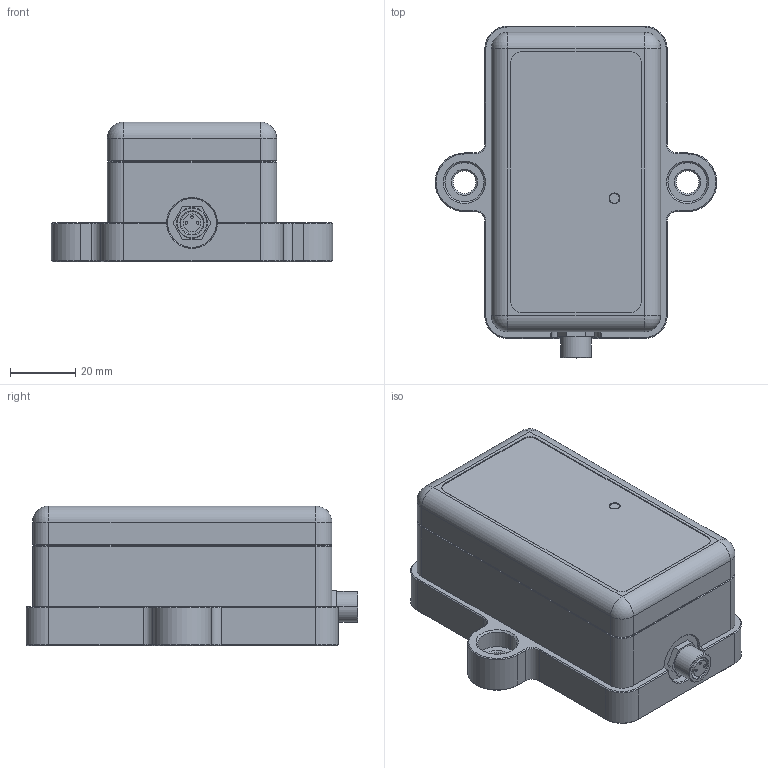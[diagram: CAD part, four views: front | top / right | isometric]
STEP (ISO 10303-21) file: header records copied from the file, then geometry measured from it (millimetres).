
FILE_DESCRIPTION((''),'2;1');
FILE_NAME('ILC33012030','2025-01-23T07:58:13',('BCoats'),(''),'CREO PARAMETRIC BY PTC INC, 2021164','CREO PARAMETRIC BY PTC INC, 2021164','');
FILE_SCHEMA(('AUTOMOTIVE_DESIGN { 1 0 10303 214 1 1 1 1 }'));
Length unit declared in the file: inch
Products named in the file (1): ILC33012030
Bounding box: 86.53 x 102 x 43 mm (x, y, z)
Volume: 213271.9 mm3; surface area: 26617.8 mm2
Topology: 1 solids, 1 shells, 382 faces, 960 edges, 567 vertices
Faces by surface type: plane 156, cone 132, cylinder 90, sphere 4
Entity records: 11255 total; most frequent: DIRECTION 2032, CARTESIAN_POINT 1955, ORIENTED_EDGE 1848, EDGE_CURVE 924, AXIS2_PLACEMENT_3D 716, VECTOR 597, LINE 597, VERTEX_POINT 567
